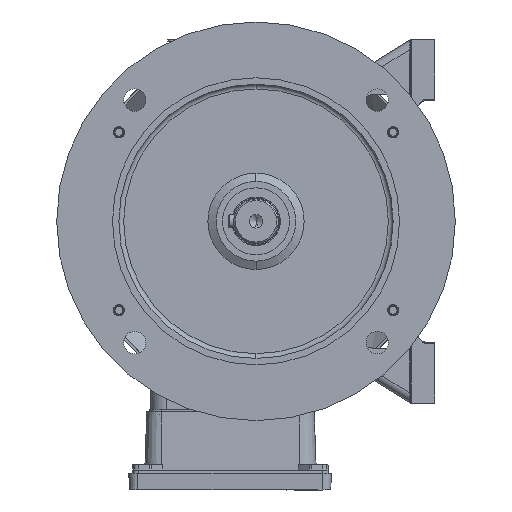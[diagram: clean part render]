
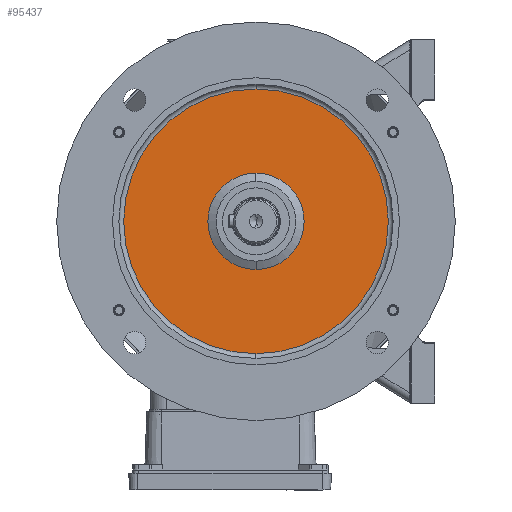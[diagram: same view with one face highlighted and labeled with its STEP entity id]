
A CAD part, left-side view. The second image highlights one B-rep face of the part: STEP entity #95437.
In plain terms, the highlighted planar face has unit normal (-1, 0, 0).
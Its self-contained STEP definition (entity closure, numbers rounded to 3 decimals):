
#778 = PLANE ( 'NONE',  #17638 ) ;
#1743 = EDGE_CURVE ( 'NONE', #119946, #118702, #22572, .T. ) ;
#5442 = DIRECTION ( 'NONE',  ( -1., 0., 0. ) ) ;
#12735 = CIRCLE ( 'NONE', #70562, 83. ) ;
#14500 = DIRECTION ( 'NONE',  ( 0., 0., 1. ) ) ;
#16937 = EDGE_CURVE ( 'NONE', #118702, #119946, #86288, .T. ) ;
#17638 = AXIS2_PLACEMENT_3D ( 'NONE', #88676, #40196, #51163 ) ;
#17921 = EDGE_CURVE ( 'NONE', #59284, #24752, #32755, .T. ) ;
#22572 = CIRCLE ( 'NONE', #26639, 30.196 ) ;
#24068 = DIRECTION ( 'NONE',  ( 0., 0., 1. ) ) ;
#24752 = VERTEX_POINT ( 'NONE', #103418 ) ;
#26639 = AXIS2_PLACEMENT_3D ( 'NONE', #101619, #93208, #24068 ) ;
#32755 = CIRCLE ( 'NONE', #107050, 83. ) ;
#35488 = DIRECTION ( 'NONE',  ( -1., 0., 0. ) ) ;
#40196 = DIRECTION ( 'NONE',  ( 1., 0., 0. ) ) ;
#40252 = EDGE_CURVE ( 'NONE', #24752, #59284, #12735, .T. ) ;
#51163 = DIRECTION ( 'NONE',  ( 0., 0., -1. ) ) ;
#57597 = CARTESIAN_POINT ( 'NONE',  ( 12., 0., 30.196 ) ) ;
#59284 = VERTEX_POINT ( 'NONE', #99175 ) ;
#59594 = FACE_BOUND ( 'NONE', #67539, .T. ) ;
#61760 = ORIENTED_EDGE ( 'NONE', *, *, #17921, .T. ) ;
#67439 = ORIENTED_EDGE ( 'NONE', *, *, #40252, .T. ) ;
#67539 = EDGE_LOOP ( 'NONE', ( #95301, #124270 ) ) ;
#67838 = DIRECTION ( 'NONE',  ( -1., 0., 0. ) ) ;
#69265 = FACE_OUTER_BOUND ( 'NONE', #127480, .T. ) ;
#70562 = AXIS2_PLACEMENT_3D ( 'NONE', #124089, #35488, #74907 ) ;
#71872 = AXIS2_PLACEMENT_3D ( 'NONE', #112112, #5442, #14500 ) ;
#74907 = DIRECTION ( 'NONE',  ( 0., 0., 1. ) ) ;
#84736 = CARTESIAN_POINT ( 'NONE',  ( 12., 0., -30.196 ) ) ;
#86288 = CIRCLE ( 'NONE', #71872, 30.196 ) ;
#87247 = CARTESIAN_POINT ( 'NONE',  ( 12., 0., 0. ) ) ;
#88676 = CARTESIAN_POINT ( 'NONE',  ( 12., 30.196, 0. ) ) ;
#93208 = DIRECTION ( 'NONE',  ( -1., 0., 0. ) ) ;
#95301 = ORIENTED_EDGE ( 'NONE', *, *, #16937, .F. ) ;
#95437 = ADVANCED_FACE ( 'NONE', ( #59594, #69265 ), #778, .F. ) ;
#99175 = CARTESIAN_POINT ( 'NONE',  ( 12., 0., 83. ) ) ;
#101619 = CARTESIAN_POINT ( 'NONE',  ( 12., 0., 0. ) ) ;
#103418 = CARTESIAN_POINT ( 'NONE',  ( 12., 0., -83. ) ) ;
#107050 = AXIS2_PLACEMENT_3D ( 'NONE', #87247, #67838, #107289 ) ;
#107289 = DIRECTION ( 'NONE',  ( 0., 0., 1. ) ) ;
#112112 = CARTESIAN_POINT ( 'NONE',  ( 12., 0., 0. ) ) ;
#118702 = VERTEX_POINT ( 'NONE', #84736 ) ;
#119946 = VERTEX_POINT ( 'NONE', #57597 ) ;
#124089 = CARTESIAN_POINT ( 'NONE',  ( 12., 0., 0. ) ) ;
#124270 = ORIENTED_EDGE ( 'NONE', *, *, #1743, .F. ) ;
#127480 = EDGE_LOOP ( 'NONE', ( #61760, #67439 ) ) ;
